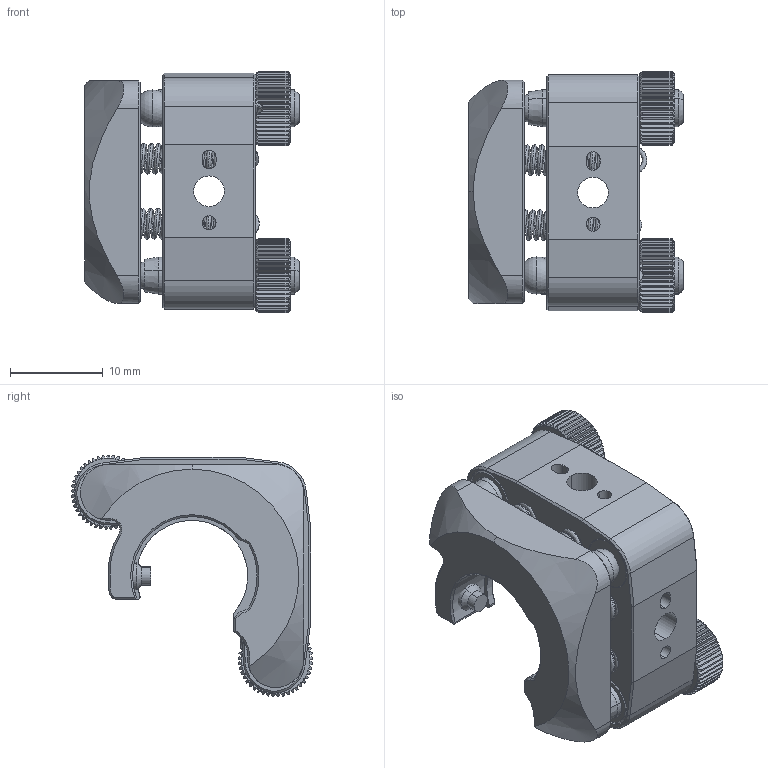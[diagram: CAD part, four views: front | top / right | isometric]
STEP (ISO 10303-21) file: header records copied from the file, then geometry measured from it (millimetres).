
FILE_DESCRIPTION (( 'STEP AP203' ), '1' );
FILE_NAME ('1.1.2.26_ZJK-R0.5-2_光学调整架，右手系开口式，用于φ0.5英寸光学元件，两轴.STEP', '2024-04-06T06:09:42', ( '' ), ( '' ), 'SwSTEP 2.0', 'SolidWorks 2021', '' );
FILE_SCHEMA (( 'CONFIG_CONTROL_DESIGN' ));
Length unit declared in the file: millimetre
Products named in the file (1): 1.1.2.26_ZJK-R0.5-2_光学调整架，右手系开口式，用于φ0.5英寸光学元件，两轴
Bounding box: 23.13 x 26 x 26 mm (x, y, z)
Surface area: 5477.8 mm2 (no closed solid volume)
Topology: 0 solids, 30 shells, 810 faces, 2320 edges, 1514 vertices
Faces by surface type: plane 305, cone 285, cylinder 198, bspline 16, sphere 6
Entity records: 48184 total; most frequent: CARTESIAN_POINT 27492, ORIENTED_EDGE 4413, DIRECTION 4143, EDGE_CURVE 2303, AXIS2_PLACEMENT_3D 1542, VERTEX_POINT 1505, LINE 1059, VECTOR 1059
